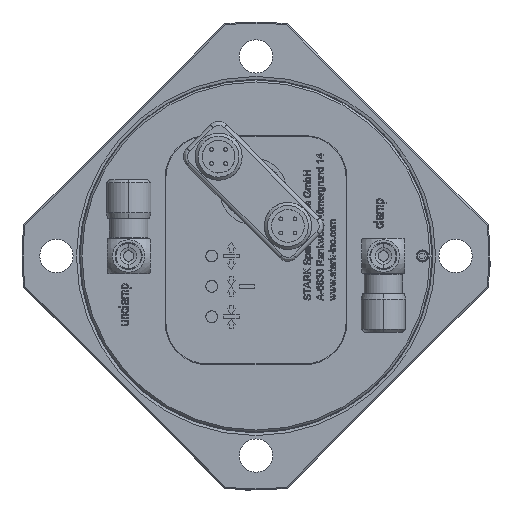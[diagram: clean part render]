
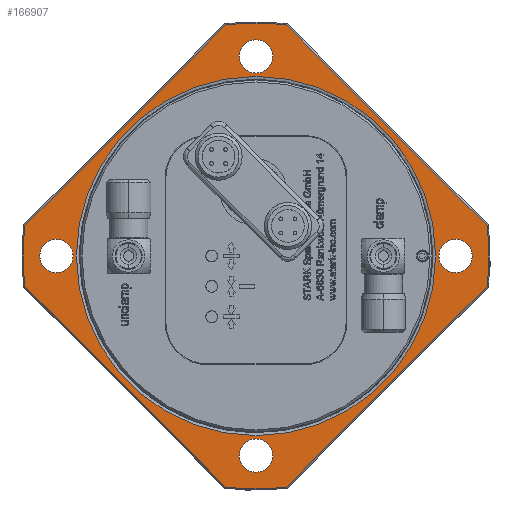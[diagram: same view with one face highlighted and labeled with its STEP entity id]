
A CAD part, front view. The second image highlights one B-rep face of the part: STEP entity #166907.
In plain terms, the highlighted planar face has unit normal (0, -1, 0).
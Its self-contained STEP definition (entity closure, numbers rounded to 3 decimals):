
#2565 = CARTESIAN_POINT ( 'NONE',  ( 0., -3.5, -46.662 ) ) ;
#4640 = ORIENTED_EDGE ( 'NONE', *, *, #61843, .T. ) ;
#4950 = EDGE_CURVE ( 'NONE', #84040, #84040, #83967, .T. ) ;
#5308 = CARTESIAN_POINT ( 'NONE',  ( -7.817, -3.5, -58.934 ) ) ;
#12017 = AXIS2_PLACEMENT_3D ( 'NONE', #48340, #154935, #33150 ) ;
#12145 = DIRECTION ( 'NONE',  ( 0., 0., -1. ) ) ;
#13446 = DIRECTION ( 'NONE',  ( 0., 1., 0. ) ) ;
#13821 = CARTESIAN_POINT ( 'NONE',  ( 0., -3.5, 0. ) ) ;
#14734 = ORIENTED_EDGE ( 'NONE', *, *, #88815, .T. ) ;
#16212 = VERTEX_POINT ( 'NONE', #36499 ) ;
#19929 = CARTESIAN_POINT ( 'NONE',  ( -50.912, -3.5, 0. ) ) ;
#20399 = FACE_BOUND ( 'NONE', #48407, .T. ) ;
#20679 = CIRCLE ( 'NONE', #100843, 59.45 ) ;
#22624 = CARTESIAN_POINT ( 'NONE',  ( 0., -3.5, -50.912 ) ) ;
#24222 = CARTESIAN_POINT ( 'NONE',  ( 50.912, -3.5, 4.25 ) ) ;
#33150 = DIRECTION ( 'NONE',  ( 0., 0., 1. ) ) ;
#34375 = CIRCLE ( 'NONE', #100730, 4.25 ) ;
#34846 = VERTEX_POINT ( 'NONE', #157071 ) ;
#34868 = VERTEX_POINT ( 'NONE', #96513 ) ;
#36499 = CARTESIAN_POINT ( 'NONE',  ( 58.934, -3.5, -7.817 ) ) ;
#37400 = VECTOR ( 'NONE', #123876, 1000. ) ;
#40739 = AXIS2_PLACEMENT_3D ( 'NONE', #97488, #111356, #65947 ) ;
#41538 = CIRCLE ( 'NONE', #76767, 45.8 ) ;
#41627 = EDGE_CURVE ( 'NONE', #165838, #34846, #20679, .T. ) ;
#42391 = DIRECTION ( 'NONE',  ( 0., 1., 0. ) ) ;
#45505 = VECTOR ( 'NONE', #56662, 1000. ) ;
#46880 = ORIENTED_EDGE ( 'NONE', *, *, #106441, .T. ) ;
#48340 = CARTESIAN_POINT ( 'NONE',  ( 0., -3.5, 0. ) ) ;
#48407 = EDGE_LOOP ( 'NONE', ( #99875 ) ) ;
#50233 = DIRECTION ( 'NONE',  ( 0., 0., 1. ) ) ;
#53374 = VERTEX_POINT ( 'NONE', #24222 ) ;
#54363 = CIRCLE ( 'NONE', #149745, 59.45 ) ;
#56662 = DIRECTION ( 'NONE',  ( -0.707, 0., -0.707 ) ) ;
#57762 = DIRECTION ( 'NONE',  ( 0., 0., -1. ) ) ;
#58524 = VERTEX_POINT ( 'NONE', #5308 ) ;
#58759 = VERTEX_POINT ( 'NONE', #87497 ) ;
#61581 = AXIS2_PLACEMENT_3D ( 'NONE', #103807, #193358, #57762 ) ;
#61843 = EDGE_CURVE ( 'NONE', #83637, #16212, #77421, .T. ) ;
#64180 = LINE ( 'NONE', #112685, #113627 ) ;
#65947 = DIRECTION ( 'NONE',  ( 0., 0., 1. ) ) ;
#69373 = ORIENTED_EDGE ( 'NONE', *, *, #4950, .T. ) ;
#69975 = VERTEX_POINT ( 'NONE', #141470 ) ;
#70248 = EDGE_LOOP ( 'NONE', ( #46880 ) ) ;
#70917 = DIRECTION ( 'NONE',  ( -0.707, 0., 0.707 ) ) ;
#71020 = EDGE_CURVE ( 'NONE', #168782, #34868, #54363, .T. ) ;
#72140 = DIRECTION ( 'NONE',  ( 0., 0., 1. ) ) ;
#72886 = EDGE_CURVE ( 'NONE', #69975, #69975, #41538, .T. ) ;
#74510 = ORIENTED_EDGE ( 'NONE', *, *, #101265, .T. ) ;
#76533 = DIRECTION ( 'NONE',  ( 0., 0., 1. ) ) ;
#76767 = AXIS2_PLACEMENT_3D ( 'NONE', #149083, #13446, #12145 ) ;
#76927 = EDGE_LOOP ( 'NONE', ( #4640, #121080, #151054, #172523, #74510, #109652, #100966, #171563 ) ) ;
#77421 = LINE ( 'NONE', #94156, #37400 ) ;
#77698 = EDGE_LOOP ( 'NONE', ( #114660 ) ) ;
#79229 = AXIS2_PLACEMENT_3D ( 'NONE', #132561, #42391, #76533 ) ;
#83637 = VERTEX_POINT ( 'NONE', #155482 ) ;
#83967 = CIRCLE ( 'NONE', #164843, 4.25 ) ;
#84040 = VERTEX_POINT ( 'NONE', #2565 ) ;
#84219 = EDGE_CURVE ( 'NONE', #34868, #58524, #170804, .T. ) ;
#86714 = CARTESIAN_POINT ( 'NONE',  ( 0., -3.5, 55.162 ) ) ;
#86733 = CARTESIAN_POINT ( 'NONE',  ( 0., -3.5, 50.912 ) ) ;
#87497 = CARTESIAN_POINT ( 'NONE',  ( 58.934, -3.5, 7.817 ) ) ;
#88815 = EDGE_CURVE ( 'NONE', #93366, #93366, #101415, .T. ) ;
#93366 = VERTEX_POINT ( 'NONE', #143402 ) ;
#94156 = CARTESIAN_POINT ( 'NONE',  ( 7.817, -3.5, -58.934 ) ) ;
#96513 = CARTESIAN_POINT ( 'NONE',  ( -58.934, -3.5, -7.817 ) ) ;
#97488 = CARTESIAN_POINT ( 'NONE',  ( 0., -3.5, 0. ) ) ;
#99268 = CIRCLE ( 'NONE', #12017, 59.45 ) ;
#99661 = LINE ( 'NONE', #145523, #45505 ) ;
#99875 = ORIENTED_EDGE ( 'NONE', *, *, #167037, .T. ) ;
#100730 = AXIS2_PLACEMENT_3D ( 'NONE', #86733, #118383, #117726 ) ;
#100843 = AXIS2_PLACEMENT_3D ( 'NONE', #13821, #136298, #133701 ) ;
#100966 = ORIENTED_EDGE ( 'NONE', *, *, #84219, .T. ) ;
#101265 = EDGE_CURVE ( 'NONE', #34846, #168782, #99661, .T. ) ;
#101415 = CIRCLE ( 'NONE', #145679, 4.25 ) ;
#103807 = CARTESIAN_POINT ( 'NONE',  ( -32.385, -3.5, 32.385 ) ) ;
#104986 = CIRCLE ( 'NONE', #79229, 4.25 ) ;
#105187 = FACE_BOUND ( 'NONE', #77698, .T. ) ;
#106441 = EDGE_CURVE ( 'NONE', #53374, #53374, #104986, .T. ) ;
#107381 = VERTEX_POINT ( 'NONE', #86714 ) ;
#109173 = DIRECTION ( 'NONE',  ( 0.707, 0., -0.707 ) ) ;
#109652 = ORIENTED_EDGE ( 'NONE', *, *, #71020, .T. ) ;
#111356 = DIRECTION ( 'NONE',  ( 0., -1., 0. ) ) ;
#112685 = CARTESIAN_POINT ( 'NONE',  ( 58.934, -3.5, 7.817 ) ) ;
#113627 = VECTOR ( 'NONE', #70917, 1000. ) ;
#114660 = ORIENTED_EDGE ( 'NONE', *, *, #72886, .T. ) ;
#116307 = DIRECTION ( 'NONE',  ( 0., -1., 0. ) ) ;
#117726 = DIRECTION ( 'NONE',  ( 0., 0., 1. ) ) ;
#118383 = DIRECTION ( 'NONE',  ( 0., 1., 0. ) ) ;
#121080 = ORIENTED_EDGE ( 'NONE', *, *, #134720, .T. ) ;
#121720 = FACE_OUTER_BOUND ( 'NONE', #76927, .T. ) ;
#122007 = EDGE_CURVE ( 'NONE', #58759, #165838, #64180, .T. ) ;
#123876 = DIRECTION ( 'NONE',  ( 0.707, 0., 0.707 ) ) ;
#126427 = FACE_BOUND ( 'NONE', #70248, .T. ) ;
#130053 = CARTESIAN_POINT ( 'NONE',  ( 7.817, -3.5, 58.934 ) ) ;
#131097 = FACE_BOUND ( 'NONE', #148505, .T. ) ;
#132561 = CARTESIAN_POINT ( 'NONE',  ( 50.912, -3.5, 0. ) ) ;
#133701 = DIRECTION ( 'NONE',  ( 0., 0., 1. ) ) ;
#134720 = EDGE_CURVE ( 'NONE', #16212, #58759, #99268, .T. ) ;
#136298 = DIRECTION ( 'NONE',  ( 0., -1., 0. ) ) ;
#141470 = CARTESIAN_POINT ( 'NONE',  ( 0., -3.5, -45.8 ) ) ;
#143402 = CARTESIAN_POINT ( 'NONE',  ( -50.912, -3.5, 4.25 ) ) ;
#145523 = CARTESIAN_POINT ( 'NONE',  ( -7.817, -3.5, 58.934 ) ) ;
#145679 = AXIS2_PLACEMENT_3D ( 'NONE', #19929, #169454, #50233 ) ;
#146758 = EDGE_LOOP ( 'NONE', ( #14734 ) ) ;
#148505 = EDGE_LOOP ( 'NONE', ( #69373 ) ) ;
#149083 = CARTESIAN_POINT ( 'NONE',  ( 0., -3.5, 0. ) ) ;
#149745 = AXIS2_PLACEMENT_3D ( 'NONE', #172988, #116307, #72140 ) ;
#151054 = ORIENTED_EDGE ( 'NONE', *, *, #122007, .T. ) ;
#153920 = CARTESIAN_POINT ( 'NONE',  ( -58.934, -3.5, -7.817 ) ) ;
#154935 = DIRECTION ( 'NONE',  ( 0., -1., 0. ) ) ;
#155482 = CARTESIAN_POINT ( 'NONE',  ( 7.817, -3.5, -58.934 ) ) ;
#157071 = CARTESIAN_POINT ( 'NONE',  ( -7.817, -3.5, 58.934 ) ) ;
#158534 = CARTESIAN_POINT ( 'NONE',  ( -58.934, -3.5, 7.817 ) ) ;
#161705 = FACE_BOUND ( 'NONE', #146758, .T. ) ;
#164843 = AXIS2_PLACEMENT_3D ( 'NONE', #22624, #172801, #187889 ) ;
#165838 = VERTEX_POINT ( 'NONE', #130053 ) ;
#166089 = VECTOR ( 'NONE', #109173, 1000. ) ;
#166214 = CIRCLE ( 'NONE', #40739, 59.45 ) ;
#166907 = ADVANCED_FACE ( 'NONE', ( #105187, #20399, #126427, #131097, #161705, #121720 ), #177000, .T. ) ;
#167037 = EDGE_CURVE ( 'NONE', #107381, #107381, #34375, .T. ) ;
#168782 = VERTEX_POINT ( 'NONE', #158534 ) ;
#169454 = DIRECTION ( 'NONE',  ( 0., 1., 0. ) ) ;
#170804 = LINE ( 'NONE', #153920, #166089 ) ;
#171563 = ORIENTED_EDGE ( 'NONE', *, *, #171983, .T. ) ;
#171983 = EDGE_CURVE ( 'NONE', #58524, #83637, #166214, .T. ) ;
#172523 = ORIENTED_EDGE ( 'NONE', *, *, #41627, .T. ) ;
#172801 = DIRECTION ( 'NONE',  ( 0., 1., 0. ) ) ;
#172988 = CARTESIAN_POINT ( 'NONE',  ( 0., -3.5, 0. ) ) ;
#177000 = PLANE ( 'NONE',  #61581 ) ;
#187889 = DIRECTION ( 'NONE',  ( 0., 0., 1. ) ) ;
#193358 = DIRECTION ( 'NONE',  ( 0., -1., 0. ) ) ;
